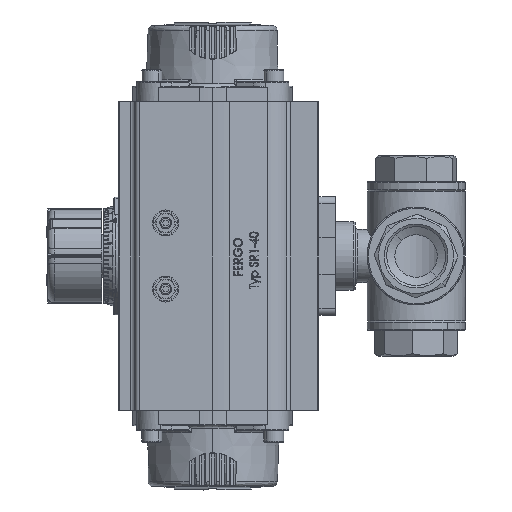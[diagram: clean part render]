
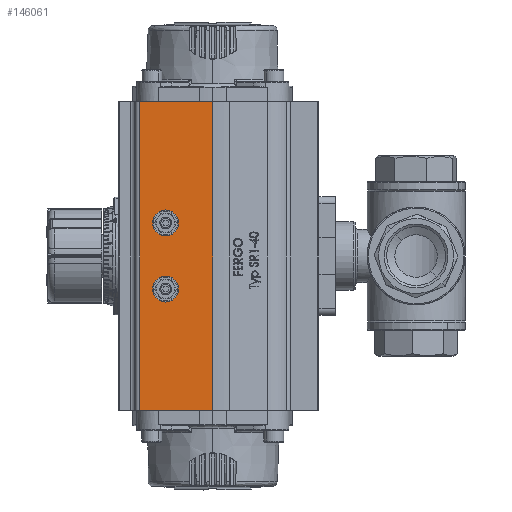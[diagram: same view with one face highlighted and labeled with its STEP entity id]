
A CAD part, front view. The second image highlights one B-rep face of the part: STEP entity #146061.
In plain terms, the highlighted face is planar.
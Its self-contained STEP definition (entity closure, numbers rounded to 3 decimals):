
#656 = ORIENTED_EDGE ( 'NONE', *, *, #82509, .T. ) ;
#995 = ORIENTED_EDGE ( 'NONE', *, *, #132922, .T. ) ;
#3369 = VECTOR ( 'NONE', #10757, 1000. ) ;
#8879 = VERTEX_POINT ( 'NONE', #120373 ) ;
#10757 = DIRECTION ( 'NONE',  ( 0., -1., 0. ) ) ;
#11015 = DIRECTION ( 'NONE',  ( 0., -1., 0. ) ) ;
#13226 = EDGE_CURVE ( 'NONE', #101339, #27701, #102392, .T. ) ;
#13755 = CARTESIAN_POINT ( 'NONE',  ( -13.677, 7.5, 35. ) ) ;
#16315 = CARTESIAN_POINT ( 'NONE',  ( -65.127, 18.5, 35. ) ) ;
#16579 = ORIENTED_EDGE ( 'NONE', *, *, #49649, .T. ) ;
#18235 = ORIENTED_EDGE ( 'NONE', *, *, #47900, .T. ) ;
#21071 = CARTESIAN_POINT ( 'NONE',  ( 14.323, 2., 35. ) ) ;
#21102 = EDGE_CURVE ( 'NONE', #89858, #29016, #106422, .T. ) ;
#21473 = DIRECTION ( 'NONE',  ( 0., 1., 0. ) ) ;
#21559 = DIRECTION ( 'NONE',  ( -1., 0., 0. ) ) ;
#23244 = LINE ( 'NONE', #113669, #27723 ) ;
#26452 = VECTOR ( 'NONE', #21559, 1000. ) ;
#26968 = EDGE_LOOP ( 'NONE', ( #995, #153600 ) ) ;
#27301 = VERTEX_POINT ( 'NONE', #49593 ) ;
#27701 = VERTEX_POINT ( 'NONE', #21071 ) ;
#27723 = VECTOR ( 'NONE', #100855, 1000. ) ;
#29016 = VERTEX_POINT ( 'NONE', #65697 ) ;
#29048 = AXIS2_PLACEMENT_3D ( 'NONE', #83336, #132157, #59262 ) ;
#33518 = AXIS2_PLACEMENT_3D ( 'NONE', #13755, #50545, #123426 ) ;
#34409 = DIRECTION ( 'NONE',  ( 0., 0., 1. ) ) ;
#41682 = CARTESIAN_POINT ( 'NONE',  ( 14.323, 13., 35. ) ) ;
#45585 = DIRECTION ( 'NONE',  ( 0., -1., 0. ) ) ;
#47900 = EDGE_CURVE ( 'NONE', #8879, #139450, #23244, .T. ) ;
#49593 = CARTESIAN_POINT ( 'NONE',  ( -13.677, 2., 35. ) ) ;
#49649 = EDGE_CURVE ( 'NONE', #89858, #8879, #131127, .T. ) ;
#50545 = DIRECTION ( 'NONE',  ( 0., 0., -1. ) ) ;
#56068 = PLANE ( 'NONE',  #88604 ) ;
#56253 = AXIS2_PLACEMENT_3D ( 'NONE', #132704, #74224, #11015 ) ;
#57574 = CARTESIAN_POINT ( 'NONE',  ( 14.323, 7.5, 35. ) ) ;
#57613 = CARTESIAN_POINT ( 'NONE',  ( 0.323, -12.5, 35. ) ) ;
#59206 = CARTESIAN_POINT ( 'NONE',  ( 65.773, -12.5, 35. ) ) ;
#59262 = DIRECTION ( 'NONE',  ( 0., -1., 0. ) ) ;
#65697 = CARTESIAN_POINT ( 'NONE',  ( -65.127, -12.5, 35. ) ) ;
#74224 = DIRECTION ( 'NONE',  ( 0., 0., -1. ) ) ;
#74819 = FACE_OUTER_BOUND ( 'NONE', #98837, .T. ) ;
#75267 = ORIENTED_EDGE ( 'NONE', *, *, #139376, .T. ) ;
#82509 = EDGE_CURVE ( 'NONE', #27301, #116341, #131317, .T. ) ;
#83336 = CARTESIAN_POINT ( 'NONE',  ( -13.677, 7.5, 35. ) ) ;
#84682 = CARTESIAN_POINT ( 'NONE',  ( 65.773, -5.308, 35. ) ) ;
#88604 = AXIS2_PLACEMENT_3D ( 'NONE', #57613, #34409, #131318 ) ;
#89858 = VERTEX_POINT ( 'NONE', #59206 ) ;
#93797 = EDGE_LOOP ( 'NONE', ( #656, #133252 ) ) ;
#98837 = EDGE_LOOP ( 'NONE', ( #99551, #16579, #18235, #75267 ) ) ;
#99551 = ORIENTED_EDGE ( 'NONE', *, *, #21102, .F. ) ;
#100855 = DIRECTION ( 'NONE',  ( -1., 0., 0. ) ) ;
#101339 = VERTEX_POINT ( 'NONE', #41682 ) ;
#102392 = CIRCLE ( 'NONE', #56253, 5.5 ) ;
#102637 = CIRCLE ( 'NONE', #33518, 5.5 ) ;
#105026 = AXIS2_PLACEMENT_3D ( 'NONE', #57574, #155295, #45585 ) ;
#106422 = LINE ( 'NONE', #131219, #26452 ) ;
#113669 = CARTESIAN_POINT ( 'NONE',  ( 0.323, 18.5, 35. ) ) ;
#116341 = VERTEX_POINT ( 'NONE', #140409 ) ;
#120373 = CARTESIAN_POINT ( 'NONE',  ( 65.773, 18.5, 35. ) ) ;
#123426 = DIRECTION ( 'NONE',  ( 0., -1., 0. ) ) ;
#123645 = FACE_BOUND ( 'NONE', #26968, .T. ) ;
#131127 = LINE ( 'NONE', #84682, #135363 ) ;
#131219 = CARTESIAN_POINT ( 'NONE',  ( 0.323, -12.5, 35. ) ) ;
#131317 = CIRCLE ( 'NONE', #29048, 5.5 ) ;
#131318 = DIRECTION ( 'NONE',  ( 0., 1., 0. ) ) ;
#131674 = LINE ( 'NONE', #143639, #3369 ) ;
#132157 = DIRECTION ( 'NONE',  ( 0., 0., -1. ) ) ;
#132704 = CARTESIAN_POINT ( 'NONE',  ( 14.323, 7.5, 35. ) ) ;
#132922 = EDGE_CURVE ( 'NONE', #27701, #101339, #140881, .T. ) ;
#133252 = ORIENTED_EDGE ( 'NONE', *, *, #135556, .T. ) ;
#135363 = VECTOR ( 'NONE', #21473, 1000. ) ;
#135556 = EDGE_CURVE ( 'NONE', #116341, #27301, #102637, .T. ) ;
#135630 = FACE_BOUND ( 'NONE', #93797, .T. ) ;
#139376 = EDGE_CURVE ( 'NONE', #139450, #29016, #131674, .T. ) ;
#139450 = VERTEX_POINT ( 'NONE', #16315 ) ;
#140409 = CARTESIAN_POINT ( 'NONE',  ( -13.677, 13., 35. ) ) ;
#140881 = CIRCLE ( 'NONE', #105026, 5.5 ) ;
#143639 = CARTESIAN_POINT ( 'NONE',  ( -65.127, 10.612, 35. ) ) ;
#146061 = ADVANCED_FACE ( 'NONE', ( #74819, #135630, #123645 ), #56068, .T. ) ;
#153600 = ORIENTED_EDGE ( 'NONE', *, *, #13226, .T. ) ;
#155295 = DIRECTION ( 'NONE',  ( 0., 0., -1. ) ) ;
